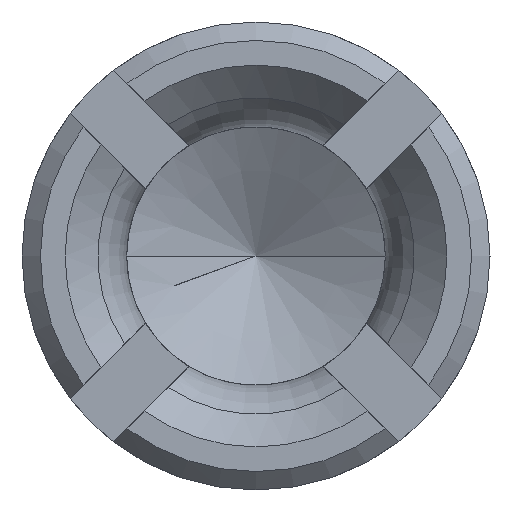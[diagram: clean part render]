
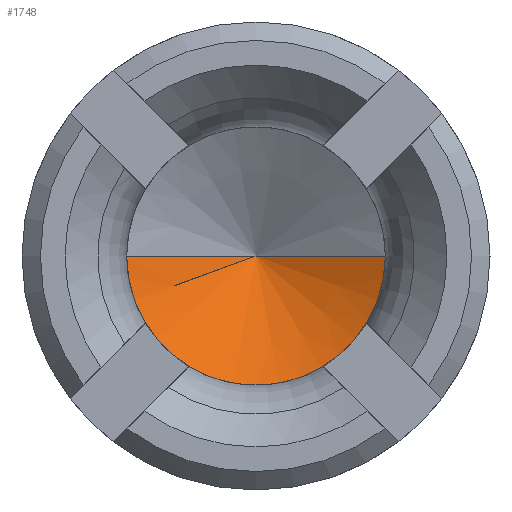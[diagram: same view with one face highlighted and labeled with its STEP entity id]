
A CAD part, left-side view. The second image highlights one B-rep face of the part: STEP entity #1748.
In plain terms, the highlighted conical face has half-angle 60 degrees and reference radius 0.536 mm.
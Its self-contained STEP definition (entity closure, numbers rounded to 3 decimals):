
#790=DIRECTION('',(0.5,-0.866,0.));
#791=VECTOR('',#790,1.212);
#792=CARTESIAN_POINT('',(-0.6,1.05,0.));
#793=LINE('',#792,#791);
#794=DIRECTION('',(0.5,0.866,0.));
#795=VECTOR('',#794,1.212);
#796=CARTESIAN_POINT('',(-0.6,-1.05,0.));
#797=LINE('',#796,#795);
#798=CARTESIAN_POINT('',(-0.6,0.,0.));
#799=DIRECTION('',(-1.,0.,0.));
#800=DIRECTION('',(0.,1.,0.));
#801=AXIS2_PLACEMENT_3D('',#798,#799,#800);
#834=CARTESIAN_POINT('',(-0.6,1.05,0.));
#835=CARTESIAN_POINT('',(0.006,0.,0.));
#836=VERTEX_POINT('',#834);
#837=VERTEX_POINT('',#835);
#850=CARTESIAN_POINT('',(-0.6,-1.05,0.));
#851=VERTEX_POINT('',#850);
#1736=CARTESIAN_POINT('',(-0.303,0.,0.));
#1737=DIRECTION('',(-1.,0.,0.));
#1738=DIRECTION('',(0.,1.,0.));
#1739=AXIS2_PLACEMENT_3D('',#1736,#1737,#1738);
#1740=CONICAL_SURFACE('',#1739,0.536,60.);
#1742=ORIENTED_EDGE('',*,*,#1741,.T.);
#1744=ORIENTED_EDGE('',*,*,#1743,.F.);
#1745=ORIENTED_EDGE('',*,*,#1720,.F.);
#1746=EDGE_LOOP('',(#1742,#1744,#1745));
#1747=FACE_OUTER_BOUND('',#1746,.F.);
#1748=ADVANCED_FACE('',(#1747),#1740,.F.);
#802=CIRCLE('',#801,1.05);
#1720=EDGE_CURVE('',#836,#851,#802,.T.);
#1741=EDGE_CURVE('',#836,#837,#793,.T.);
#1743=EDGE_CURVE('',#851,#837,#797,.T.);
